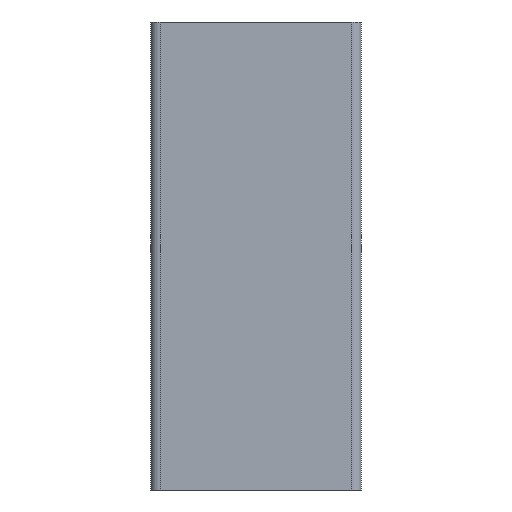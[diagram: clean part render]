
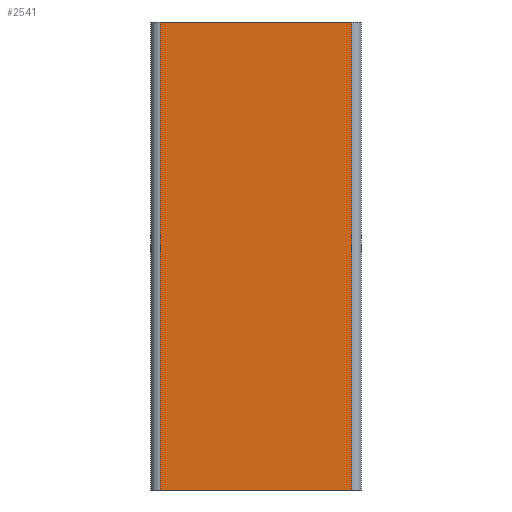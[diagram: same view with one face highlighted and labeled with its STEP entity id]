
A CAD part, left-side view. The second image highlights one B-rep face of the part: STEP entity #2541.
In plain terms, the highlighted planar face has unit normal (-1, 0, 0).
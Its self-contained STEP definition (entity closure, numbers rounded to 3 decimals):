
#222=FACE_OUTER_BOUND('',#358,.T.);
#358=EDGE_LOOP('',(#2154,#2155,#2156,#2157));
#436=LINE('',#3601,#728);
#601=LINE('',#4055,#893);
#665=LINE('',#4213,#957);
#667=LINE('',#4216,#959);
#728=VECTOR('',#2865,10.);
#893=VECTOR('',#3228,10.);
#957=VECTOR('',#3396,10.);
#959=VECTOR('',#3400,10.);
#1018=VERTEX_POINT('',#3598);
#1019=VERTEX_POINT('',#3600);
#1208=VERTEX_POINT('',#4052);
#1209=VERTEX_POINT('',#4054);
#1273=EDGE_CURVE('',#1018,#1019,#436,.T.);
#1501=EDGE_CURVE('',#1209,#1208,#601,.T.);
#1587=EDGE_CURVE('',#1209,#1018,#665,.T.);
#1589=EDGE_CURVE('',#1019,#1208,#667,.T.);
#2154=ORIENTED_EDGE('',*,*,#1587,.F.);
#2155=ORIENTED_EDGE('',*,*,#1501,.T.);
#2156=ORIENTED_EDGE('',*,*,#1589,.F.);
#2157=ORIENTED_EDGE('',*,*,#1273,.F.);
#2422=PLANE('',#2775);
#2541=ADVANCED_FACE('',(#222),#2422,.T.);
#2775=AXIS2_PLACEMENT_3D('',#4215,#3398,#3399);
#2865=DIRECTION('',(0.,1.,0.));
#3228=DIRECTION('',(0.,1.,0.));
#3396=DIRECTION('',(0.,0.,-1.));
#3398=DIRECTION('center_axis',(-1.,0.,0.));
#3399=DIRECTION('ref_axis',(0.,0.,1.));
#3400=DIRECTION('',(0.,0.,1.));
#3598=CARTESIAN_POINT('',(-12.5,-20.5,0.));
#3600=CARTESIAN_POINT('',(-12.5,20.5,0.));
#3601=CARTESIAN_POINT('',(-12.5,-11.25,0.));
#4052=CARTESIAN_POINT('',(-12.5,20.5,100.));
#4054=CARTESIAN_POINT('',(-12.5,-20.5,100.));
#4055=CARTESIAN_POINT('',(-12.5,-11.25,100.));
#4213=CARTESIAN_POINT('',(-12.5,-20.5,0.));
#4215=CARTESIAN_POINT('Origin',(-12.5,-22.5,0.));
#4216=CARTESIAN_POINT('',(-12.5,20.5,0.));
